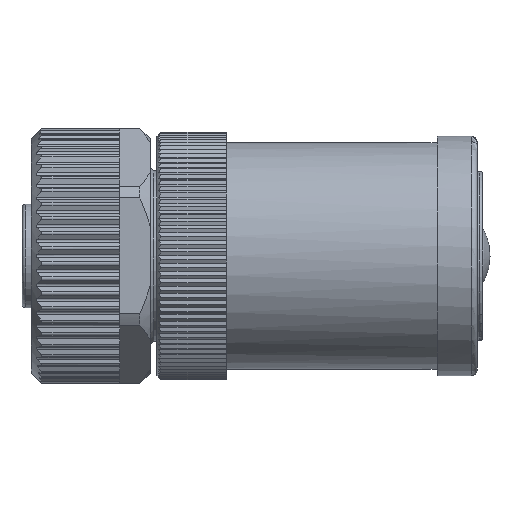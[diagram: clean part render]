
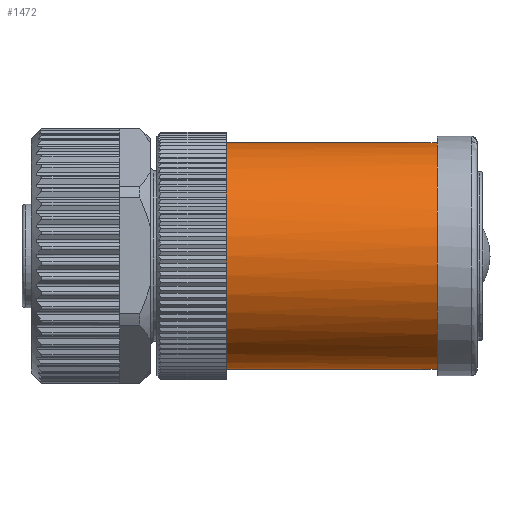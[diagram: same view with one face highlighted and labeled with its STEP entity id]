
A CAD part, top view. The second image highlights one B-rep face of the part: STEP entity #1472.
In plain terms, the highlighted cylindrical face has radius 9 mm (diameter 18 mm), a full revolution.
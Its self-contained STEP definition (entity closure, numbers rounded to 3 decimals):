
#401=B_SPLINE_CURVE_WITH_KNOTS('',3,(#19966,#19967,#19968,#19969,#19970,
#19971,#19972,#19973,#19974,#19975,#19976,#19977,#19978,#19979,#19980,#19981,
#19982,#19983,#19984,#19985,#19986,#19987,#19988,#19989,#19990,#19991,#19992,
#19993,#19994,#19995,#19996,#19997,#19998,#19999),.UNSPECIFIED.,.F.,.F.,
(4,2,2,2,2,2,2,2,2,2,2,2,2,2,2,2,4),(0.,0.063,0.125,0.188,0.25,0.313,
0.375,0.438,0.5,0.563,0.625,0.688,0.75,0.813,0.875,0.938,1.),.UNSPECIFIED.);
#1059=FACE_BOUND('',#3041,.T.);
#1060=FACE_BOUND('',#3042,.T.);
#1472=ADVANCED_FACE('',(#1059,#1060),#1927,.T.);
#1927=CYLINDRICAL_SURFACE('',#13365,9.);
#3041=EDGE_LOOP('',(#5851));
#3042=EDGE_LOOP('',(#5852,#5853));
#3617=CIRCLE('',#13087,9.);
#3655=CIRCLE('',#13363,9.);
#5851=ORIENTED_EDGE('',*,*,#9381,.F.);
#5852=ORIENTED_EDGE('',*,*,#9967,.F.);
#5853=ORIENTED_EDGE('',*,*,#9964,.T.);
#8101=VERTEX_POINT('',#18185);
#8362=VERTEX_POINT('',#20000);
#8363=VERTEX_POINT('',#20001);
#9381=EDGE_CURVE('',#8101,#8101,#3617,.T.);
#9964=EDGE_CURVE('',#8362,#8363,#401,.T.);
#9967=EDGE_CURVE('',#8362,#8363,#3655,.T.);
#13087=AXIS2_PLACEMENT_3D('',#18184,#14768,#14769);
#13363=AXIS2_PLACEMENT_3D('',#20011,#15650,#15651);
#13365=AXIS2_PLACEMENT_3D('',#20013,#15654,#15655);
#14768=DIRECTION('',(-1.,0.,0.));
#14769=DIRECTION('',(0.,0.,-1.));
#15650=DIRECTION('',(1.,0.,0.));
#15651=DIRECTION('',(0.,0.,-1.));
#15654=DIRECTION('',(1.,0.,0.));
#15655=DIRECTION('',(0.,0.,-1.));
#18184=CARTESIAN_POINT('',(2.1,0.,0.));
#18185=CARTESIAN_POINT('',(2.1,0.,-9.));
#19966=CARTESIAN_POINT('',(18.8,4.417,-7.842));
#19967=CARTESIAN_POINT('',(18.352,5.051,-7.484));
#19968=CARTESIAN_POINT('',(17.838,5.582,-7.086));
#19969=CARTESIAN_POINT('',(16.677,6.484,-6.271));
#19970=CARTESIAN_POINT('',(16.024,6.856,-5.847));
#19971=CARTESIAN_POINT('',(14.579,7.396,-5.148));
#19972=CARTESIAN_POINT('',(13.753,7.567,-4.872));
#19973=CARTESIAN_POINT('',(12.056,7.592,-4.833));
#19974=CARTESIAN_POINT('',(11.224,7.446,-5.073));
#19975=CARTESIAN_POINT('',(9.748,6.94,-5.745));
#19976=CARTESIAN_POINT('',(9.092,6.587,-6.162));
#19977=CARTESIAN_POINT('',(7.903,5.712,-6.981));
#19978=CARTESIAN_POINT('',(7.367,5.182,-7.392));
#19979=CARTESIAN_POINT('',(6.461,3.965,-8.11));
#19980=CARTESIAN_POINT('',(6.077,3.256,-8.429));
#19981=CARTESIAN_POINT('',(5.55,1.714,-8.872));
#19982=CARTESIAN_POINT('',(5.402,0.866,-8.998));
#19983=CARTESIAN_POINT('',(5.398,-0.822,-9.002));
#19984=CARTESIAN_POINT('',(5.539,-1.67,-8.881));
#19985=CARTESIAN_POINT('',(6.065,-3.231,-8.439));
#19986=CARTESIAN_POINT('',(6.443,-3.937,-8.125));
#19987=CARTESIAN_POINT('',(7.357,-5.173,-7.4));
#19988=CARTESIAN_POINT('',(7.882,-5.694,-6.996));
#19989=CARTESIAN_POINT('',(9.076,-6.579,-6.171));
#19990=CARTESIAN_POINT('',(9.73,-6.932,-5.756));
#19991=CARTESIAN_POINT('',(11.205,-7.442,-5.08));
#19992=CARTESIAN_POINT('',(12.049,-7.591,-4.835));
#19993=CARTESIAN_POINT('',(13.735,-7.569,-4.87));
#19994=CARTESIAN_POINT('',(14.559,-7.401,-5.14));
#19995=CARTESIAN_POINT('',(16.017,-6.861,-5.842));
#19996=CARTESIAN_POINT('',(16.656,-6.498,-6.257));
#19997=CARTESIAN_POINT('',(17.833,-5.588,-7.082));
#19998=CARTESIAN_POINT('',(18.353,-5.05,-7.485));
#19999=CARTESIAN_POINT('',(18.8,-4.417,-7.842));
#20000=CARTESIAN_POINT('',(18.8,4.417,-7.842));
#20001=CARTESIAN_POINT('',(18.8,-4.417,-7.842));
#20011=CARTESIAN_POINT('',(18.8,0.,0.));
#20013=CARTESIAN_POINT('',(0.,0.,0.));
